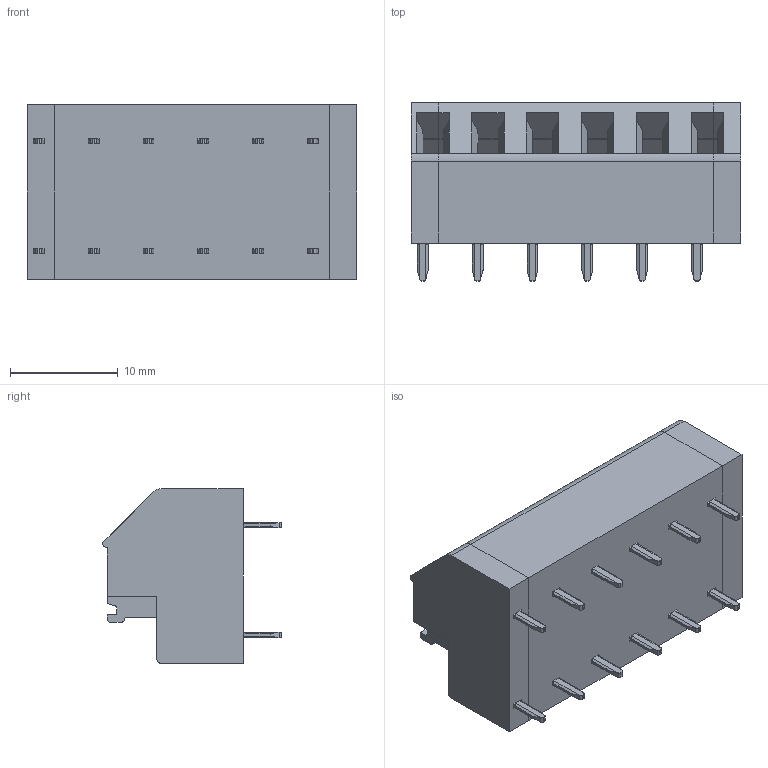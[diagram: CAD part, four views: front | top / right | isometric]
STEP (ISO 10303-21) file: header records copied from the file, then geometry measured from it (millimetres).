
FILE_DESCRIPTION( ( 'Unknown' ), '1' );
FILE_NAME( '691415520006.stp', 'Unknown', ( 'Unknown' ), ( 'Unknown' ), 'PSStep 18.0.17', 'Unknown', ' ' );
FILE_SCHEMA( ( 'AUTOMOTIVE_DESIGN { 1 0 10303 214 1 1 1 1 }' ) );
Length unit declared in the file: millimetre
Products named in the file (4): Assem1; CTL5.08_SX; CTL5.08_DX; 691415520006
Assembly tree (3 placements, depth 2):
  Assem1
    CTL5.08_SX
    CTL5.08_DX
    691415520006
Bounding box: 30.48 x 16.5 x 16.2 mm (x, y, z)
Volume: 4674.2 mm3; surface area: 3763.2 mm2
Topology: 3 solids, 3 shells, 599 faces, 1635 edges, 1062 vertices
Faces by surface type: plane 480, cylinder 119
Entity records: 23877 total; most frequent: CARTESIAN_POINT 3660, ORIENTED_EDGE 3270, DIRECTION 3061, EDGE_CURVE 1635, LINE 1403, VECTOR 1403, VERTEX_POINT 1062, AXIS2_PLACEMENT_3D 829
